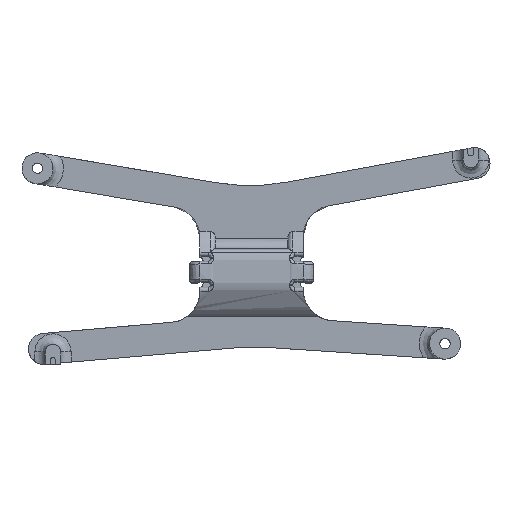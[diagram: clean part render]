
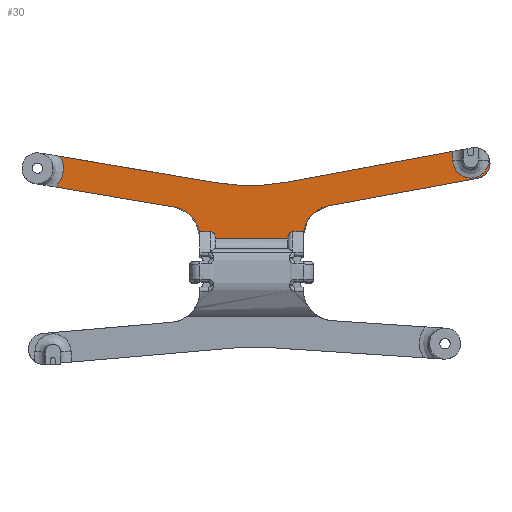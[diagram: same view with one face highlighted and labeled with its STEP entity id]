
A CAD part, front view. The second image highlights one B-rep face of the part: STEP entity #30.
In plain terms, the highlighted planar face has unit normal (0, -1, 0).
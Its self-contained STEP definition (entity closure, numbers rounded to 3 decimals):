
#30=ADVANCED_FACE('',(#235),#3250,.T.);
#235=FACE_OUTER_BOUND('',#440,.T.);
#440=EDGE_LOOP('',(#690,#691,#692,#693,#694,#695,#696,#697,#698,#699,#700,
#701,#702,#703,#704,#705,#706));
#690=ORIENTED_EDGE('',*,*,#1756,.T.);
#691=ORIENTED_EDGE('',*,*,#1757,.T.);
#692=ORIENTED_EDGE('',*,*,#1758,.T.);
#693=ORIENTED_EDGE('',*,*,#1759,.T.);
#694=ORIENTED_EDGE('',*,*,#1760,.F.);
#695=ORIENTED_EDGE('',*,*,#1761,.T.);
#696=ORIENTED_EDGE('',*,*,#1762,.T.);
#697=ORIENTED_EDGE('',*,*,#1763,.F.);
#698=ORIENTED_EDGE('',*,*,#1764,.T.);
#699=ORIENTED_EDGE('',*,*,#1765,.T.);
#700=ORIENTED_EDGE('',*,*,#1766,.T.);
#701=ORIENTED_EDGE('',*,*,#1767,.F.);
#702=ORIENTED_EDGE('',*,*,#1768,.T.);
#703=ORIENTED_EDGE('',*,*,#1769,.F.);
#704=ORIENTED_EDGE('',*,*,#1770,.T.);
#705=ORIENTED_EDGE('',*,*,#1771,.T.);
#706=ORIENTED_EDGE('',*,*,#1772,.T.);
#1756=EDGE_CURVE('',#2822,#2823,#2277,.T.);
#1757=EDGE_CURVE('',#2823,#2824,#2278,.T.);
#1758=EDGE_CURVE('',#2824,#2825,#2279,.T.);
#1759=EDGE_CURVE('',#2825,#2826,#2280,.T.);
#1760=EDGE_CURVE('',#2827,#2826,#2281,.T.);
#1761=EDGE_CURVE('',#2827,#2828,#2591,.T.);
#1762=EDGE_CURVE('',#2828,#2829,#2282,.T.);
#1763=EDGE_CURVE('',#2830,#2829,#2592,.T.);
#1764=EDGE_CURVE('',#2830,#2831,#2283,.T.);
#1765=EDGE_CURVE('',#2831,#2832,#2593,.T.);
#1766=EDGE_CURVE('',#2832,#2833,#2284,.T.);
#1767=EDGE_CURVE('',#2834,#2833,#2285,.T.);
#1768=EDGE_CURVE('',#2834,#2835,#2594,.T.);
#1769=EDGE_CURVE('',#2836,#2835,#2286,.T.);
#1770=EDGE_CURVE('',#2836,#2837,#2595,.T.);
#1771=EDGE_CURVE('',#2837,#2838,#2287,.T.);
#1772=EDGE_CURVE('',#2838,#2822,#2596,.T.);
#2277=B_SPLINE_CURVE_WITH_KNOTS('',1,(#8798,#8799),.UNSPECIFIED.,.F.,.F.,
(2,2),(0.,1.055),.UNSPECIFIED.);
#2278=B_SPLINE_CURVE_WITH_KNOTS('',3,(#8800,#8801,#8802,#8803,#8804,#8805,
#8806,#8807,#8808,#8809,#8810,#8811),.UNSPECIFIED.,.F.,.F.,(4,2,2,2,2,4),
(0.,0.,0.,0.,0.001,
0.001),.UNSPECIFIED.);
#2279=B_SPLINE_CURVE_WITH_KNOTS('',1,(#8812,#8813),.UNSPECIFIED.,.F.,.F.,
(2,2),(0.,7.002),.UNSPECIFIED.);
#2280=B_SPLINE_CURVE_WITH_KNOTS('',3,(#8814,#8815,#8816,#8817,#8818,#8819,
#8820,#8821,#8822,#8823,#8824,#8825),.UNSPECIFIED.,.F.,.F.,(4,2,2,2,2,4),
(0.,0.,0.001,0.001,0.001,
0.001),.UNSPECIFIED.);
#2281=B_SPLINE_CURVE_WITH_KNOTS('',1,(#8826,#8827),.UNSPECIFIED.,.F.,.F.,
(2,2),(0.,1.035),.UNSPECIFIED.);
#2282=B_SPLINE_CURVE_WITH_KNOTS('',1,(#8831,#8832),.UNSPECIFIED.,.F.,.F.,
(2,2),(0.,14.674),.UNSPECIFIED.);
#2283=B_SPLINE_CURVE_WITH_KNOTS('',1,(#8838,#8839),.UNSPECIFIED.,.F.,.F.,
(2,2),(0.,0.258),.UNSPECIFIED.);
#2284=B_SPLINE_CURVE_WITH_KNOTS('',1,(#8845,#8846),.UNSPECIFIED.,.F.,.F.,
(2,2),(0.,0.835),.UNSPECIFIED.);
#2285=B_SPLINE_CURVE_WITH_KNOTS('',1,(#8847,#8848),.UNSPECIFIED.,.F.,.F.,
(2,2),(0.,16.301),.UNSPECIFIED.);
#2286=B_SPLINE_CURVE_WITH_KNOTS('',1,(#8852,#8853),.UNSPECIFIED.,.F.,.F.,
(2,2),(0.,15.235),.UNSPECIFIED.);
#2287=B_SPLINE_CURVE_WITH_KNOTS('',1,(#8857,#8858),.UNSPECIFIED.,.F.,.F.,
(2,2),(0.,11.691),.UNSPECIFIED.);
#2591=(
BOUNDED_CURVE()
B_SPLINE_CURVE(2,(#8828,#8829,#8830),.UNSPECIFIED.,.F.,.F.)
B_SPLINE_CURVE_WITH_KNOTS((3,3),(0.,3.705),.UNSPECIFIED.)
CURVE()
GEOMETRIC_REPRESENTATION_ITEM()
RATIONAL_B_SPLINE_CURVE((1.,0.815,1.))
REPRESENTATION_ITEM('')
);
#2592=(
BOUNDED_CURVE()
B_SPLINE_CURVE(2,(#8833,#8834,#8835,#8836,#8837),.UNSPECIFIED.,.F.,.F.)
B_SPLINE_CURVE_WITH_KNOTS((3,2,3),(0.,1.327,2.653),
 .UNSPECIFIED.)
CURVE()
GEOMETRIC_REPRESENTATION_ITEM()
RATIONAL_B_SPLINE_CURVE((1.,0.904,1.,0.904,1.))
REPRESENTATION_ITEM('')
);
#2593=(
BOUNDED_CURVE()
B_SPLINE_CURVE(2,(#8840,#8841,#8842,#8843,#8844),.UNSPECIFIED.,.F.,.F.)
B_SPLINE_CURVE_WITH_KNOTS((3,2,3),(0.,2.749,5.498),
 .UNSPECIFIED.)
CURVE()
GEOMETRIC_REPRESENTATION_ITEM()
RATIONAL_B_SPLINE_CURVE((1.,0.707,1.,0.707,1.))
REPRESENTATION_ITEM('')
);
#2594=(
BOUNDED_CURVE()
B_SPLINE_CURVE(2,(#8849,#8850,#8851),.UNSPECIFIED.,.F.,.F.)
B_SPLINE_CURVE_WITH_KNOTS((3,3),(0.,7.015),.UNSPECIFIED.)
CURVE()
GEOMETRIC_REPRESENTATION_ITEM()
RATIONAL_B_SPLINE_CURVE((1.,0.985,1.))
REPRESENTATION_ITEM('')
);
#2595=(
BOUNDED_CURVE()
B_SPLINE_CURVE(2,(#8854,#8855,#8856),.UNSPECIFIED.,.F.,.F.)
B_SPLINE_CURVE_WITH_KNOTS((3,3),(0.,3.218),.UNSPECIFIED.)
CURVE()
GEOMETRIC_REPRESENTATION_ITEM()
RATIONAL_B_SPLINE_CURVE((1.,0.8,1.))
REPRESENTATION_ITEM('')
);
#2596=(
BOUNDED_CURVE()
B_SPLINE_CURVE(2,(#8859,#8860,#8861),.UNSPECIFIED.,.F.,.F.)
B_SPLINE_CURVE_WITH_KNOTS((3,3),(0.,3.633),.UNSPECIFIED.)
CURVE()
GEOMETRIC_REPRESENTATION_ITEM()
RATIONAL_B_SPLINE_CURVE((1.,0.822,1.))
REPRESENTATION_ITEM('')
);
#2822=VERTEX_POINT('',#8308);
#2823=VERTEX_POINT('',#8309);
#2824=VERTEX_POINT('',#8310);
#2825=VERTEX_POINT('',#8311);
#2826=VERTEX_POINT('',#8312);
#2827=VERTEX_POINT('',#8313);
#2828=VERTEX_POINT('',#8314);
#2829=VERTEX_POINT('',#8315);
#2830=VERTEX_POINT('',#8316);
#2831=VERTEX_POINT('',#8317);
#2832=VERTEX_POINT('',#8318);
#2833=VERTEX_POINT('',#8319);
#2834=VERTEX_POINT('',#8320);
#2835=VERTEX_POINT('',#8321);
#2836=VERTEX_POINT('',#8322);
#2837=VERTEX_POINT('',#8323);
#2838=VERTEX_POINT('',#8324);
#3250=PLANE('',#3411);
#3411=AXIS2_PLACEMENT_3D('',#3593,#3487,$);
#3487=DIRECTION('',(0.,-1.,0.));
#3593=CARTESIAN_POINT('',(-21.135,-0.245,11.556));
#8308=CARTESIAN_POINT('',(-5.055,-0.245,3.355));
#8309=CARTESIAN_POINT('',(-4.,-0.245,3.355));
#8310=CARTESIAN_POINT('',(-3.501,-0.245,2.703));
#8311=CARTESIAN_POINT('',(3.501,-0.245,2.703));
#8312=CARTESIAN_POINT('',(4.,-0.245,3.355));
#8313=CARTESIAN_POINT('',(5.035,-0.245,3.355));
#8314=CARTESIAN_POINT('',(7.453,-0.245,5.85));
#8315=CARTESIAN_POINT('',(21.881,-0.245,8.525));
#8316=CARTESIAN_POINT('',(23.,-0.245,10.558));
#8317=CARTESIAN_POINT('',(23.,-0.245,10.3));
#8318=CARTESIAN_POINT('',(19.5,-0.245,10.3));
#8319=CARTESIAN_POINT('',(19.5,-0.245,11.135));
#8320=CARTESIAN_POINT('',(3.472,-0.245,8.163));
#8321=CARTESIAN_POINT('',(-3.506,-0.245,8.107));
#8322=CARTESIAN_POINT('',(-18.528,-0.245,10.646));
#8323=CARTESIAN_POINT('',(-19.028,-0.245,7.688));
#8324=CARTESIAN_POINT('',(-7.5,-0.245,5.74));
#8798=CARTESIAN_POINT('',(-5.055,-0.245,3.355));
#8799=CARTESIAN_POINT('',(-4.,-0.245,3.355));
#8800=CARTESIAN_POINT('',(-4.,-0.245,3.355));
#8801=CARTESIAN_POINT('',(-3.954,-0.245,3.355));
#8802=CARTESIAN_POINT('',(-3.908,-0.245,3.347));
#8803=CARTESIAN_POINT('',(-3.823,-0.245,3.315));
#8804=CARTESIAN_POINT('',(-3.782,-0.245,3.291));
#8805=CARTESIAN_POINT('',(-3.699,-0.245,3.225));
#8806=CARTESIAN_POINT('',(-3.658,-0.245,3.178));
#8807=CARTESIAN_POINT('',(-3.581,-0.245,3.058));
#8808=CARTESIAN_POINT('',(-3.549,-0.245,2.98));
#8809=CARTESIAN_POINT('',(-3.513,-0.245,2.836));
#8810=CARTESIAN_POINT('',(-3.504,-0.245,2.769));
#8811=CARTESIAN_POINT('',(-3.501,-0.245,2.703));
#8812=CARTESIAN_POINT('',(-3.501,-0.245,2.703));
#8813=CARTESIAN_POINT('',(3.501,-0.245,2.703));
#8814=CARTESIAN_POINT('',(3.501,-0.245,2.703));
#8815=CARTESIAN_POINT('',(3.505,-0.245,2.809));
#8816=CARTESIAN_POINT('',(3.526,-0.245,2.916));
#8817=CARTESIAN_POINT('',(3.592,-0.245,3.076));
#8818=CARTESIAN_POINT('',(3.628,-0.245,3.138));
#8819=CARTESIAN_POINT('',(3.706,-0.245,3.231));
#8820=CARTESIAN_POINT('',(3.749,-0.245,3.268));
#8821=CARTESIAN_POINT('',(3.833,-0.245,3.32));
#8822=CARTESIAN_POINT('',(3.877,-0.245,3.338));
#8823=CARTESIAN_POINT('',(3.946,-0.245,3.352));
#8824=CARTESIAN_POINT('',(3.974,-0.245,3.355));
#8825=CARTESIAN_POINT('',(4.,-0.245,3.355));
#8826=CARTESIAN_POINT('',(5.035,-0.245,3.355));
#8827=CARTESIAN_POINT('',(4.,-0.245,3.355));
#8828=CARTESIAN_POINT('',(5.035,-0.245,3.355));
#8829=CARTESIAN_POINT('',(5.358,-0.245,5.461));
#8830=CARTESIAN_POINT('',(7.453,-0.245,5.85));
#8831=CARTESIAN_POINT('',(7.453,-0.245,5.85));
#8832=CARTESIAN_POINT('',(21.881,-0.245,8.525));
#8833=CARTESIAN_POINT('',(23.,-0.245,10.558));
#8834=CARTESIAN_POINT('',(23.264,-0.245,9.899));
#8835=CARTESIAN_POINT('',(22.922,-0.245,9.277));
#8836=CARTESIAN_POINT('',(22.58,-0.245,8.655));
#8837=CARTESIAN_POINT('',(21.881,-0.245,8.525));
#8838=CARTESIAN_POINT('',(23.,-0.245,10.558));
#8839=CARTESIAN_POINT('',(23.,-0.245,10.3));
#8840=CARTESIAN_POINT('',(23.,-0.245,10.3));
#8841=CARTESIAN_POINT('',(23.,-0.245,8.55));
#8842=CARTESIAN_POINT('',(21.25,-0.245,8.55));
#8843=CARTESIAN_POINT('',(19.5,-0.245,8.55));
#8844=CARTESIAN_POINT('',(19.5,-0.245,10.3));
#8845=CARTESIAN_POINT('',(19.5,-0.245,10.3));
#8846=CARTESIAN_POINT('',(19.5,-0.245,11.135));
#8847=CARTESIAN_POINT('',(3.472,-0.245,8.163));
#8848=CARTESIAN_POINT('',(19.5,-0.245,11.135));
#8849=CARTESIAN_POINT('',(3.472,-0.245,8.163));
#8850=CARTESIAN_POINT('',(-0.012,-0.245,7.517));
#8851=CARTESIAN_POINT('',(-3.506,-0.245,8.107));
#8852=CARTESIAN_POINT('',(-18.528,-0.245,10.646));
#8853=CARTESIAN_POINT('',(-3.506,-0.245,8.107));
#8854=CARTESIAN_POINT('',(-18.528,-0.245,10.646));
#8855=CARTESIAN_POINT('',(-17.669,-0.245,8.979));
#8856=CARTESIAN_POINT('',(-19.028,-0.245,7.688));
#8857=CARTESIAN_POINT('',(-19.028,-0.245,7.688));
#8858=CARTESIAN_POINT('',(-7.5,-0.245,5.74));
#8859=CARTESIAN_POINT('',(-7.5,-0.245,5.74));
#8860=CARTESIAN_POINT('',(-5.453,-0.245,5.394));
#8861=CARTESIAN_POINT('',(-5.055,-0.245,3.355));
